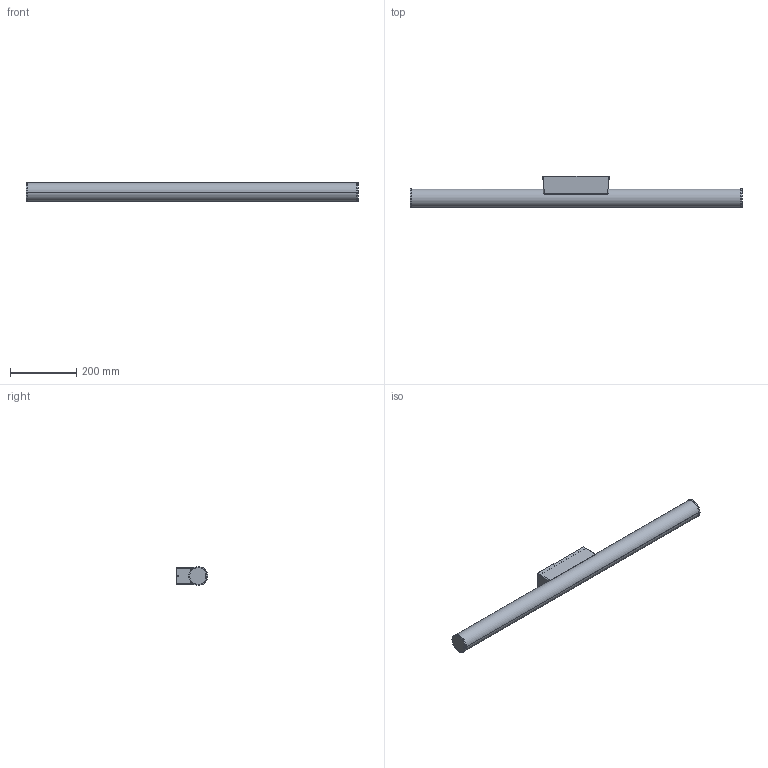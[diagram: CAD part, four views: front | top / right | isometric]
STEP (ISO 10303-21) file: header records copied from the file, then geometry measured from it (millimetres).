
FILE_DESCRIPTION(('CATIA V5 STEP Exchange'),'2;1');
FILE_NAME('GW-1119-1000.stp','2022-08-31T08:18:17+00:00',('none'),('none'),'CATIA Version 5-6 Release 2018','CATIA V5 STEP AP203','none');
FILE_SCHEMA(('CONFIG_CONTROL_DESIGN'));
Length unit declared in the file: millimetre
Products named in the file (1): Product2
Assembly tree (10 placements, depth 2):
  Product2
    #57
    #561
    #2160  x2
    #3380
    #10335
    #11287  x2
    #13178
    #17913
Bounding box: 1004.4 x 95.9 x 57.8 mm (x, y, z)
Volume: 533775.9 mm3; surface area: 510832.9 mm2
Topology: 62 solids, 62 shells, 886 faces, 2069 edges, 1338 vertices
Faces by surface type: plane 494, cone 164, cylinder 142, bspline 56, torus 26, revolution 4
Entity records: 22075 total; most frequent: CARTESIAN_POINT 5980, ORIENTED_EDGE 3664, DIRECTION 2432, EDGE_CURVE 1832, VECTOR 1222, LINE 1222, VERTEX_POINT 1204, EDGE_LOOP 836
